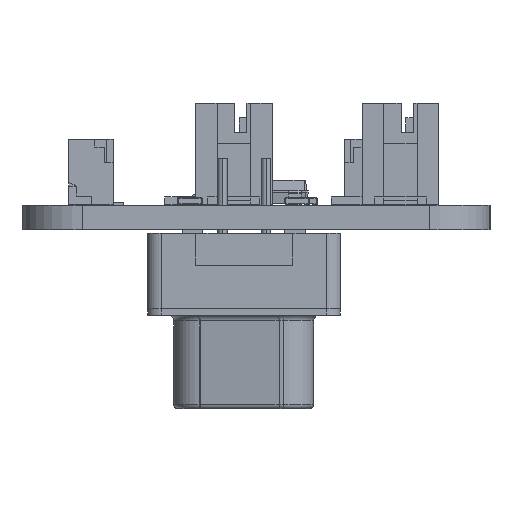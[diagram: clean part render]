
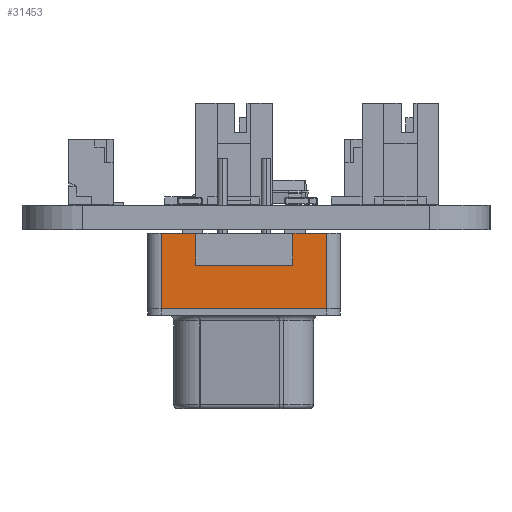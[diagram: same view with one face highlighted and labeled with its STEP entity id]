
A CAD part, left-side view. The second image highlights one B-rep face of the part: STEP entity #31453.
In plain terms, the highlighted planar face has unit normal (-1, 0, 0).
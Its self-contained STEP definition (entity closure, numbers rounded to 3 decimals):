
#26360 = PLANE('',#26361);
#26361 = AXIS2_PLACEMENT_3D('',#26362,#26363,#26364);
#26362 = CARTESIAN_POINT('',(0.889,0.889,-5.334));
#26363 = DIRECTION('',(0.,0.,-1.));
#26364 = DIRECTION('',(-1.,0.,0.));
#26469 = VERTEX_POINT('',#26470);
#26470 = CARTESIAN_POINT('',(-0.025,0.889,-5.334));
#26485 = CYLINDRICAL_SURFACE('',#26486,0.914);
#26486 = AXIS2_PLACEMENT_3D('',#26487,#26488,#26489);
#26487 = CARTESIAN_POINT('',(0.889,0.889,-5.334));
#26488 = DIRECTION('',(0.,0.,1.));
#26489 = DIRECTION('',(1.,0.,-0.));
#26497 = EDGE_CURVE('',#26469,#26498,#26500,.T.);
#26498 = VERTEX_POINT('',#26499);
#26499 = CARTESIAN_POINT('',(-0.025,3.124,-5.334));
#26500 = SURFACE_CURVE('',#26501,(#26505,#26512),.PCURVE_S1.);
#26501 = LINE('',#26502,#26503);
#26502 = CARTESIAN_POINT('',(-0.025,0.889,-5.334));
#26503 = VECTOR('',#26504,1.);
#26504 = DIRECTION('',(0.,1.,0.));
#26505 = PCURVE('',#26360,#26506);
#26506 = DEFINITIONAL_REPRESENTATION('',(#26507),#26511);
#26507 = LINE('',#26508,#26509);
#26508 = CARTESIAN_POINT('',(0.914,0.));
#26509 = VECTOR('',#26510,1.);
#26510 = DIRECTION('',(0.,1.));
#26511 = ( GEOMETRIC_REPRESENTATION_CONTEXT(2) 
PARAMETRIC_REPRESENTATION_CONTEXT() REPRESENTATION_CONTEXT('2D SPACE',''
  ) );
#26512 = PCURVE('',#26513,#26518);
#26513 = PLANE('',#26514);
#26514 = AXIS2_PLACEMENT_3D('',#26515,#26516,#26517);
#26515 = CARTESIAN_POINT('',(-0.025,0.889,-5.334));
#26516 = DIRECTION('',(1.,0.,0.));
#26517 = DIRECTION('',(0.,1.,0.));
#26518 = DEFINITIONAL_REPRESENTATION('',(#26519),#26523);
#26519 = LINE('',#26520,#26521);
#26520 = CARTESIAN_POINT('',(0.,0.));
#26521 = VECTOR('',#26522,1.);
#26522 = DIRECTION('',(1.,0.));
#26523 = ( GEOMETRIC_REPRESENTATION_CONTEXT(2) 
PARAMETRIC_REPRESENTATION_CONTEXT() REPRESENTATION_CONTEXT('2D SPACE',''
  ) );
#26541 = PLANE('',#26542);
#26542 = AXIS2_PLACEMENT_3D('',#26543,#26544,#26545);
#26543 = CARTESIAN_POINT('',(-0.025,3.124,-3.251));
#26544 = DIRECTION('',(0.,-1.,0.));
#26545 = DIRECTION('',(1.,0.,0.));
#26582 = VERTEX_POINT('',#26583);
#26583 = CARTESIAN_POINT('',(-0.025,9.474,-5.334));
#26597 = PLANE('',#26598);
#26598 = AXIS2_PLACEMENT_3D('',#26599,#26600,#26601);
#26599 = CARTESIAN_POINT('',(-0.025,9.474,-3.251));
#26600 = DIRECTION('',(0.,1.,0.));
#26601 = DIRECTION('',(0.,-0.,1.));
#26609 = EDGE_CURVE('',#26582,#26610,#26612,.T.);
#26610 = VERTEX_POINT('',#26611);
#26611 = CARTESIAN_POINT('',(-0.025,11.659,-5.334));
#26612 = SURFACE_CURVE('',#26613,(#26617,#26624),.PCURVE_S1.);
#26613 = LINE('',#26614,#26615);
#26614 = CARTESIAN_POINT('',(-0.025,0.889,-5.334));
#26615 = VECTOR('',#26616,1.);
#26616 = DIRECTION('',(0.,1.,0.));
#26617 = PCURVE('',#26360,#26618);
#26618 = DEFINITIONAL_REPRESENTATION('',(#26619),#26623);
#26619 = LINE('',#26620,#26621);
#26620 = CARTESIAN_POINT('',(0.914,0.));
#26621 = VECTOR('',#26622,1.);
#26622 = DIRECTION('',(0.,1.));
#26623 = ( GEOMETRIC_REPRESENTATION_CONTEXT(2) 
PARAMETRIC_REPRESENTATION_CONTEXT() REPRESENTATION_CONTEXT('2D SPACE',''
  ) );
#26624 = PCURVE('',#26513,#26625);
#26625 = DEFINITIONAL_REPRESENTATION('',(#26626),#26630);
#26626 = LINE('',#26627,#26628);
#26627 = CARTESIAN_POINT('',(0.,0.));
#26628 = VECTOR('',#26629,1.);
#26629 = DIRECTION('',(1.,0.));
#26630 = ( GEOMETRIC_REPRESENTATION_CONTEXT(2) 
PARAMETRIC_REPRESENTATION_CONTEXT() REPRESENTATION_CONTEXT('2D SPACE',''
  ) );
#26649 = CYLINDRICAL_SURFACE('',#26650,0.914);
#26650 = AXIS2_PLACEMENT_3D('',#26651,#26652,#26653);
#26651 = CARTESIAN_POINT('',(0.889,11.659,-5.334));
#26652 = DIRECTION('',(0.,0.,1.));
#26653 = DIRECTION('',(1.,0.,-0.));
#27075 = PLANE('',#27076);
#27076 = AXIS2_PLACEMENT_3D('',#27077,#27078,#27079);
#27077 = CARTESIAN_POINT('',(0.889,0.889,-0.406));
#27078 = DIRECTION('',(0.,0.,-1.));
#27079 = DIRECTION('',(-1.,0.,0.));
#27407 = VERTEX_POINT('',#27408);
#27408 = CARTESIAN_POINT('',(-0.025,0.889,-0.406));
#27430 = EDGE_CURVE('',#27407,#27431,#27433,.T.);
#27431 = VERTEX_POINT('',#27432);
#27432 = CARTESIAN_POINT('',(-0.025,11.659,-0.406));
#27433 = SURFACE_CURVE('',#27434,(#27438,#27445),.PCURVE_S1.);
#27434 = LINE('',#27435,#27436);
#27435 = CARTESIAN_POINT('',(-0.025,0.889,-0.406));
#27436 = VECTOR('',#27437,1.);
#27437 = DIRECTION('',(0.,1.,0.));
#27438 = PCURVE('',#27075,#27439);
#27439 = DEFINITIONAL_REPRESENTATION('',(#27440),#27444);
#27440 = LINE('',#27441,#27442);
#27441 = CARTESIAN_POINT('',(0.914,0.));
#27442 = VECTOR('',#27443,1.);
#27443 = DIRECTION('',(0.,1.));
#27444 = ( GEOMETRIC_REPRESENTATION_CONTEXT(2) 
PARAMETRIC_REPRESENTATION_CONTEXT() REPRESENTATION_CONTEXT('2D SPACE',''
  ) );
#27445 = PCURVE('',#26513,#27446);
#27446 = DEFINITIONAL_REPRESENTATION('',(#27447),#27451);
#27447 = LINE('',#27448,#27449);
#27448 = CARTESIAN_POINT('',(0.,4.928));
#27449 = VECTOR('',#27450,1.);
#27450 = DIRECTION('',(1.,0.));
#27451 = ( GEOMETRIC_REPRESENTATION_CONTEXT(2) 
PARAMETRIC_REPRESENTATION_CONTEXT() REPRESENTATION_CONTEXT('2D SPACE',''
  ) );
#28118 = VERTEX_POINT('',#28119);
#28119 = CARTESIAN_POINT('',(-0.025,3.124,-3.251));
#28126 = PLANE('',#28127);
#28127 = AXIS2_PLACEMENT_3D('',#28128,#28129,#28130);
#28128 = CARTESIAN_POINT('',(-0.025,9.474,-3.251));
#28129 = DIRECTION('',(0.,0.,1.));
#28130 = DIRECTION('',(1.,0.,-0.));
#28169 = VERTEX_POINT('',#28170);
#28170 = CARTESIAN_POINT('',(-0.025,9.474,-3.251));
#28191 = EDGE_CURVE('',#28118,#28169,#28192,.T.);
#28192 = SURFACE_CURVE('',#28193,(#28197,#28204),.PCURVE_S1.);
#28193 = LINE('',#28194,#28195);
#28194 = CARTESIAN_POINT('',(-0.025,9.474,-3.251));
#28195 = VECTOR('',#28196,1.);
#28196 = DIRECTION('',(0.,1.,0.));
#28197 = PCURVE('',#28126,#28198);
#28198 = DEFINITIONAL_REPRESENTATION('',(#28199),#28203);
#28199 = LINE('',#28200,#28201);
#28200 = CARTESIAN_POINT('',(0.,0.));
#28201 = VECTOR('',#28202,1.);
#28202 = DIRECTION('',(0.,1.));
#28203 = ( GEOMETRIC_REPRESENTATION_CONTEXT(2) 
PARAMETRIC_REPRESENTATION_CONTEXT() REPRESENTATION_CONTEXT('2D SPACE',''
  ) );
#28204 = PCURVE('',#26513,#28205);
#28205 = DEFINITIONAL_REPRESENTATION('',(#28206),#28210);
#28206 = LINE('',#28207,#28208);
#28207 = CARTESIAN_POINT('',(8.585,2.083));
#28208 = VECTOR('',#28209,1.);
#28209 = DIRECTION('',(1.,0.));
#28210 = ( GEOMETRIC_REPRESENTATION_CONTEXT(2) 
PARAMETRIC_REPRESENTATION_CONTEXT() REPRESENTATION_CONTEXT('2D SPACE',''
  ) );
#31431 = EDGE_CURVE('',#26469,#27407,#31432,.T.);
#31432 = SURFACE_CURVE('',#31433,(#31437,#31444),.PCURVE_S1.);
#31433 = LINE('',#31434,#31435);
#31434 = CARTESIAN_POINT('',(-0.025,0.889,-5.334));
#31435 = VECTOR('',#31436,1.);
#31436 = DIRECTION('',(0.,0.,1.));
#31437 = PCURVE('',#26485,#31438);
#31438 = DEFINITIONAL_REPRESENTATION('',(#31439),#31443);
#31439 = LINE('',#31440,#31441);
#31440 = CARTESIAN_POINT('',(3.142,0.));
#31441 = VECTOR('',#31442,1.);
#31442 = DIRECTION('',(0.,1.));
#31443 = ( GEOMETRIC_REPRESENTATION_CONTEXT(2) 
PARAMETRIC_REPRESENTATION_CONTEXT() REPRESENTATION_CONTEXT('2D SPACE',''
  ) );
#31444 = PCURVE('',#26513,#31445);
#31445 = DEFINITIONAL_REPRESENTATION('',(#31446),#31450);
#31446 = LINE('',#31447,#31448);
#31447 = CARTESIAN_POINT('',(0.,0.));
#31448 = VECTOR('',#31449,1.);
#31449 = DIRECTION('',(0.,1.));
#31450 = ( GEOMETRIC_REPRESENTATION_CONTEXT(2) 
PARAMETRIC_REPRESENTATION_CONTEXT() REPRESENTATION_CONTEXT('2D SPACE',''
  ) );
#31453 = ADVANCED_FACE('',(#31454),#26513,.F.);
#31454 = FACE_BOUND('',#31455,.T.);
#31455 = EDGE_LOOP('',(#31456,#31457,#31478,#31479,#31480,#31481,#31502,
    #31503));
#31456 = ORIENTED_EDGE('',*,*,#28191,.F.);
#31457 = ORIENTED_EDGE('',*,*,#31458,.T.);
#31458 = EDGE_CURVE('',#28118,#26498,#31459,.T.);
#31459 = SURFACE_CURVE('',#31460,(#31464,#31471),.PCURVE_S1.);
#31460 = LINE('',#31461,#31462);
#31461 = CARTESIAN_POINT('',(-0.025,3.124,-3.251));
#31462 = VECTOR('',#31463,1.);
#31463 = DIRECTION('',(0.,0.,-1.));
#31464 = PCURVE('',#26513,#31465);
#31465 = DEFINITIONAL_REPRESENTATION('',(#31466),#31470);
#31466 = LINE('',#31467,#31468);
#31467 = CARTESIAN_POINT('',(2.235,2.083));
#31468 = VECTOR('',#31469,1.);
#31469 = DIRECTION('',(0.,-1.));
#31470 = ( GEOMETRIC_REPRESENTATION_CONTEXT(2) 
PARAMETRIC_REPRESENTATION_CONTEXT() REPRESENTATION_CONTEXT('2D SPACE',''
  ) );
#31471 = PCURVE('',#26541,#31472);
#31472 = DEFINITIONAL_REPRESENTATION('',(#31473),#31477);
#31473 = LINE('',#31474,#31475);
#31474 = CARTESIAN_POINT('',(0.,0.));
#31475 = VECTOR('',#31476,1.);
#31476 = DIRECTION('',(0.,-1.));
#31477 = ( GEOMETRIC_REPRESENTATION_CONTEXT(2) 
PARAMETRIC_REPRESENTATION_CONTEXT() REPRESENTATION_CONTEXT('2D SPACE',''
  ) );
#31478 = ORIENTED_EDGE('',*,*,#26497,.F.);
#31479 = ORIENTED_EDGE('',*,*,#31431,.T.);
#31480 = ORIENTED_EDGE('',*,*,#27430,.T.);
#31481 = ORIENTED_EDGE('',*,*,#31482,.F.);
#31482 = EDGE_CURVE('',#26610,#27431,#31483,.T.);
#31483 = SURFACE_CURVE('',#31484,(#31488,#31495),.PCURVE_S1.);
#31484 = LINE('',#31485,#31486);
#31485 = CARTESIAN_POINT('',(-0.025,11.659,-5.334));
#31486 = VECTOR('',#31487,1.);
#31487 = DIRECTION('',(0.,0.,1.));
#31488 = PCURVE('',#26513,#31489);
#31489 = DEFINITIONAL_REPRESENTATION('',(#31490),#31494);
#31490 = LINE('',#31491,#31492);
#31491 = CARTESIAN_POINT('',(10.77,0.));
#31492 = VECTOR('',#31493,1.);
#31493 = DIRECTION('',(0.,1.));
#31494 = ( GEOMETRIC_REPRESENTATION_CONTEXT(2) 
PARAMETRIC_REPRESENTATION_CONTEXT() REPRESENTATION_CONTEXT('2D SPACE',''
  ) );
#31495 = PCURVE('',#26649,#31496);
#31496 = DEFINITIONAL_REPRESENTATION('',(#31497),#31501);
#31497 = LINE('',#31498,#31499);
#31498 = CARTESIAN_POINT('',(3.142,0.));
#31499 = VECTOR('',#31500,1.);
#31500 = DIRECTION('',(0.,1.));
#31501 = ( GEOMETRIC_REPRESENTATION_CONTEXT(2) 
PARAMETRIC_REPRESENTATION_CONTEXT() REPRESENTATION_CONTEXT('2D SPACE',''
  ) );
#31502 = ORIENTED_EDGE('',*,*,#26609,.F.);
#31503 = ORIENTED_EDGE('',*,*,#31504,.F.);
#31504 = EDGE_CURVE('',#28169,#26582,#31505,.T.);
#31505 = SURFACE_CURVE('',#31506,(#31510,#31517),.PCURVE_S1.);
#31506 = LINE('',#31507,#31508);
#31507 = CARTESIAN_POINT('',(-0.025,9.474,-3.251));
#31508 = VECTOR('',#31509,1.);
#31509 = DIRECTION('',(0.,0.,-1.));
#31510 = PCURVE('',#26513,#31511);
#31511 = DEFINITIONAL_REPRESENTATION('',(#31512),#31516);
#31512 = LINE('',#31513,#31514);
#31513 = CARTESIAN_POINT('',(8.585,2.083));
#31514 = VECTOR('',#31515,1.);
#31515 = DIRECTION('',(0.,-1.));
#31516 = ( GEOMETRIC_REPRESENTATION_CONTEXT(2) 
PARAMETRIC_REPRESENTATION_CONTEXT() REPRESENTATION_CONTEXT('2D SPACE',''
  ) );
#31517 = PCURVE('',#26597,#31518);
#31518 = DEFINITIONAL_REPRESENTATION('',(#31519),#31523);
#31519 = LINE('',#31520,#31521);
#31520 = CARTESIAN_POINT('',(0.,0.));
#31521 = VECTOR('',#31522,1.);
#31522 = DIRECTION('',(-1.,0.));
#31523 = ( GEOMETRIC_REPRESENTATION_CONTEXT(2) 
PARAMETRIC_REPRESENTATION_CONTEXT() REPRESENTATION_CONTEXT('2D SPACE',''
  ) );
